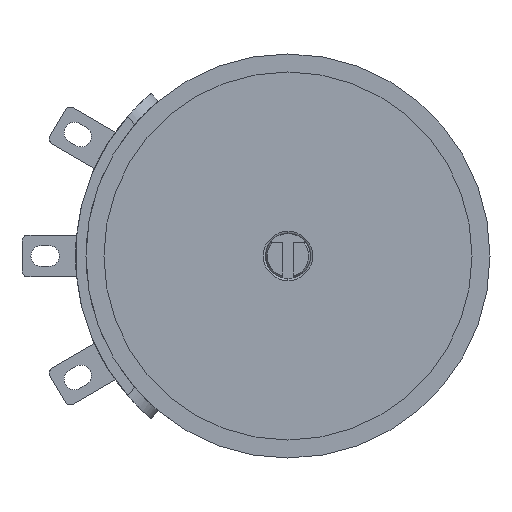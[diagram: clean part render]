
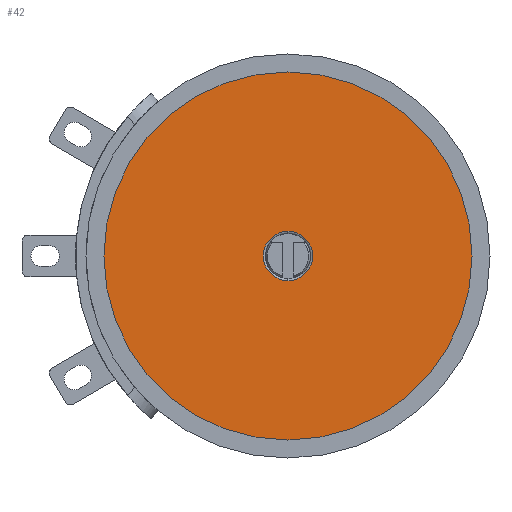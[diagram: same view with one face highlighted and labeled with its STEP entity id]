
A CAD part, left-side view. The second image highlights one B-rep face of the part: STEP entity #42.
In plain terms, the highlighted planar face has unit normal (-1, 0, 0).
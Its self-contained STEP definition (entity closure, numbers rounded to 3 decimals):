
#42 = ADVANCED_FACE ( 'NONE', ( #1749, #1751 ), #1752, .F. ) ;
#83 = EDGE_CURVE ( 'NONE', #2248, #1720, #881, .T. ) ;
#128 = EDGE_CURVE ( 'NONE', #1720, #2248, #943, .T. ) ;
#591 = AXIS2_PLACEMENT_3D ( 'NONE', #1762, #1763, #1764 ) ;
#881 = CIRCLE ( 'NONE', #885, 12.298 ) ;
#885 = AXIS2_PLACEMENT_3D ( 'NONE', #1416, #1417, #1418 ) ;
#943 = CIRCLE ( 'NONE', #947, 12.298 ) ;
#947 = AXIS2_PLACEMENT_3D ( 'NONE', #1603, #1604, #1605 ) ;
#1014 = CIRCLE ( 'NONE', #1016, 1.65 ) ;
#1016 = AXIS2_PLACEMENT_3D ( 'NONE', #2262, #2263, #2264 ) ;
#1373 = EDGE_LOOP ( 'NONE', ( #4066, #4067 ) ) ;
#1416 = CARTESIAN_POINT ( 'NONE',  ( 0., 0., 0. ) ) ;
#1417 = DIRECTION ( 'NONE',  ( -1., 0., 0. ) ) ;
#1418 = DIRECTION ( 'NONE',  ( 0., 0., 1. ) ) ;
#1603 = CARTESIAN_POINT ( 'NONE',  ( 0., 0., 0. ) ) ;
#1604 = DIRECTION ( 'NONE',  ( -1., 0., 0. ) ) ;
#1605 = DIRECTION ( 'NONE',  ( 0., 0., 1. ) ) ;
#1720 = VERTEX_POINT ( 'NONE', #3250 ) ;
#1749 = FACE_BOUND ( 'NONE', #1373, .T. ) ;
#1751 = FACE_OUTER_BOUND ( 'NONE', #3637, .T. ) ;
#1752 = PLANE ( 'NONE',  #591 ) ;
#1762 = CARTESIAN_POINT ( 'NONE',  ( 0., 1.65, 0. ) ) ;
#1763 = DIRECTION ( 'NONE',  ( 1., 0., 0. ) ) ;
#1764 = DIRECTION ( 'NONE',  ( 0., 0., -1. ) ) ;
#2122 = CARTESIAN_POINT ( 'NONE',  ( 0., 0., 0. ) ) ;
#2123 = DIRECTION ( 'NONE',  ( -1., 0., 0. ) ) ;
#2124 = DIRECTION ( 'NONE',  ( 0., 0., 1. ) ) ;
#2248 = VERTEX_POINT ( 'NONE', #3293 ) ;
#2251 = VERTEX_POINT ( 'NONE', #3289 ) ;
#2262 = CARTESIAN_POINT ( 'NONE',  ( 0., 0., 0. ) ) ;
#2263 = DIRECTION ( 'NONE',  ( -1., 0., 0. ) ) ;
#2264 = DIRECTION ( 'NONE',  ( 0., 0., 1. ) ) ;
#2508 = VERTEX_POINT ( 'NONE', #3298 ) ;
#2580 = CIRCLE ( 'NONE', #2583, 1.65 ) ;
#2583 = AXIS2_PLACEMENT_3D ( 'NONE', #2122, #2123, #2124 ) ;
#2925 = EDGE_CURVE ( 'NONE', #2508, #2251, #1014, .T. ) ;
#3087 = EDGE_CURVE ( 'NONE', #2251, #2508, #2580, .T. ) ;
#3250 = CARTESIAN_POINT ( 'NONE',  ( 0., 0., -12.298 ) ) ;
#3289 = CARTESIAN_POINT ( 'NONE',  ( 0., 0., -1.65 ) ) ;
#3293 = CARTESIAN_POINT ( 'NONE',  ( 0., 0., 12.298 ) ) ;
#3298 = CARTESIAN_POINT ( 'NONE',  ( 0., 0., 1.65 ) ) ;
#3637 = EDGE_LOOP ( 'NONE', ( #4068, #4069 ) ) ;
#4066 = ORIENTED_EDGE ( 'NONE', *, *, #2925, .F. ) ;
#4067 = ORIENTED_EDGE ( 'NONE', *, *, #3087, .F. ) ;
#4068 = ORIENTED_EDGE ( 'NONE', *, *, #83, .T. ) ;
#4069 = ORIENTED_EDGE ( 'NONE', *, *, #128, .T. ) ;
